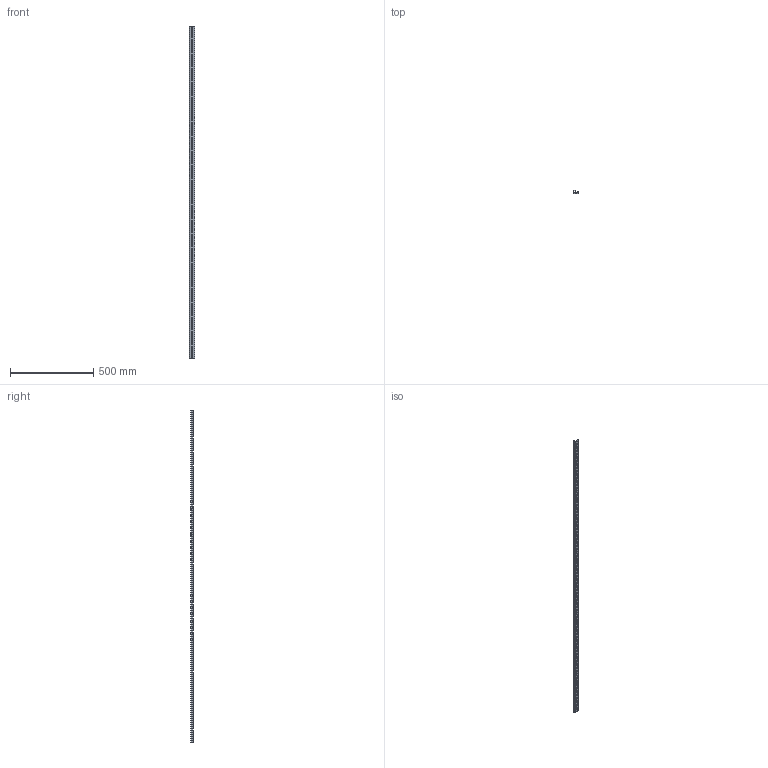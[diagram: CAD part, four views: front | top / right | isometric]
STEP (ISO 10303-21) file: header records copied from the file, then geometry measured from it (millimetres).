
FILE_DESCRIPTION (( 'STEP AP214' ), '1' );
FILE_NAME ('1115065_KSTP1.stp', '2018-08-10T07:22:50', ( '' ), ( '' ), 'SwSTEP 2.0', 'SolidWorks 2016', '' );
FILE_SCHEMA (( 'AUTOMOTIVE_DESIGN' ));
Length unit declared in the file: millimetre
Products named in the file (1): 1115065_KSTP1
Bounding box: 32 x 15 x 2000 mm (x, y, z)
Volume: 171047.9 mm3; surface area: 239333.3 mm2
Topology: 1 solids, 1 shells, 438 faces, 1276 edges, 840 vertices
Faces by surface type: cylinder 248, plane 190
Entity records: 14974 total; most frequent: DIRECTION 2650, CARTESIAN_POINT 2555, ORIENTED_EDGE 2552, EDGE_CURVE 1276, AXIS2_PLACEMENT_3D 935, VERTEX_POINT 840, VECTOR 780, LINE 780
